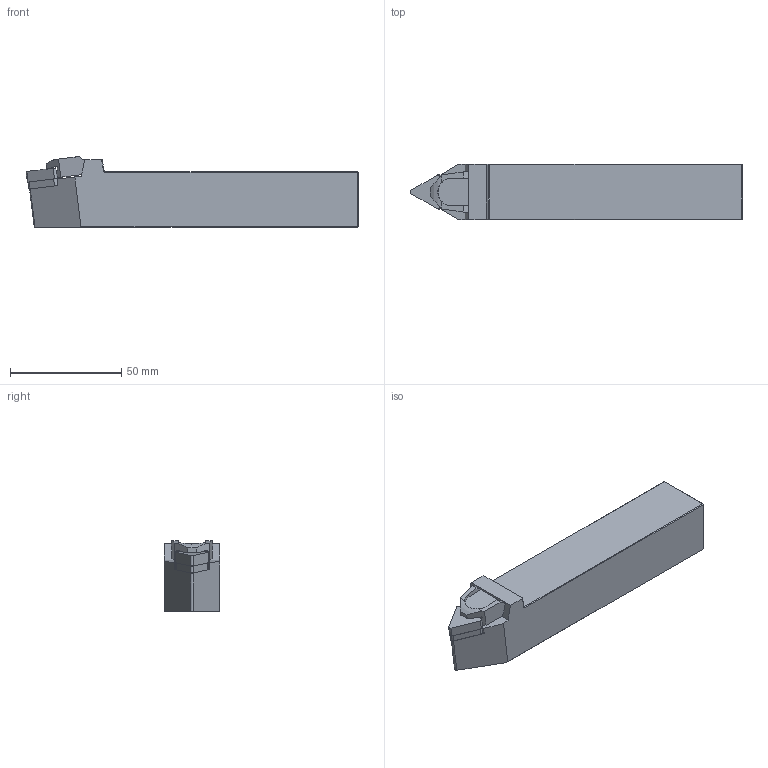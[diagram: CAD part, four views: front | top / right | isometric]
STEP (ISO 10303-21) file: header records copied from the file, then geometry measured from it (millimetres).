
FILE_DESCRIPTION(/* description */ (''),/* implementation_level */ '2;1');
FILE_NAME(/* name */ 'MTENN-2525-M16.stp',/* time_stamp */ '2023-10-03T17:12:40+03:00',/* author */ (''),/* organization */ (''),/* preprocessor_version */ 'ST-DEVELOPER v19.4',/* originating_system */ 'SIEMENS PLM Software NX2306.3001',/* authorisation */ '');
FILE_SCHEMA (('AUTOMOTIVE_DESIGN { 1 0 10303 214 3 1 1 1 }'));
Length unit declared in the file: millimetre
Products named in the file (1): MTENN-2525-M16
Bounding box: 149.21 x 25 x 31.86 mm (x, y, z)
Volume: 87746 mm3; surface area: 16541.2 mm2
Topology: 2 solids, 2 shells, 78 faces, 201 edges, 128 vertices
Faces by surface type: plane 63, cylinder 13, cone 2
Full cylindrical faces by diameter (mm): 7.8 x1
Entity records: 2363 total; most frequent: CARTESIAN_POINT 412, ORIENTED_EDGE 400, DIRECTION 388, EDGE_CURVE 200, LINE 168, VECTOR 168, VERTEX_POINT 128, AXIS2_PLACEMENT_3D 110
